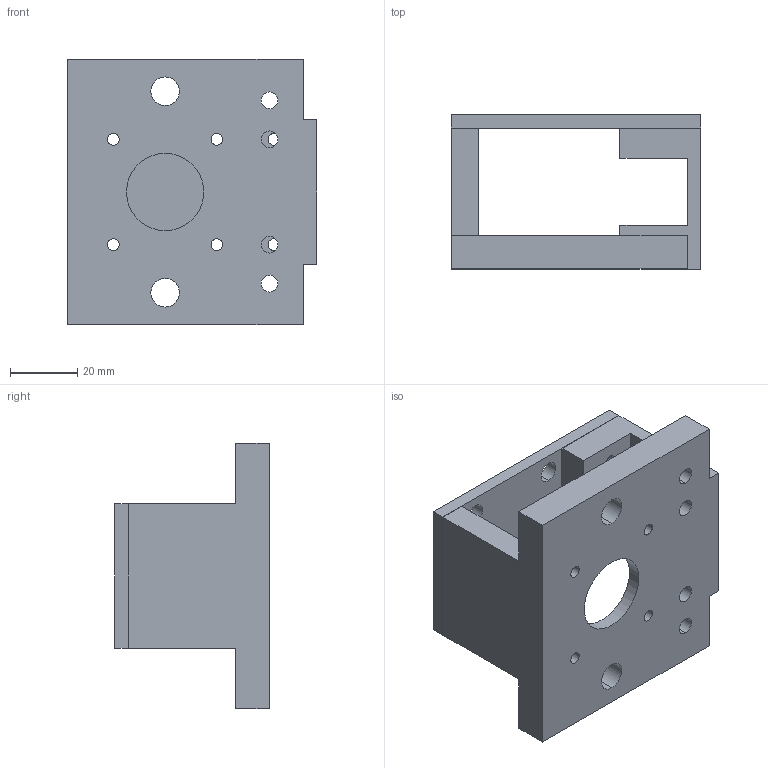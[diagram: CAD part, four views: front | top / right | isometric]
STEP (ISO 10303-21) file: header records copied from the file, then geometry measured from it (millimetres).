
FILE_DESCRIPTION (( 'STEP AP203' ), '1' );
FILE_NAME ('holder.STEP', '2025-04-21T10:48:03', ( '' ), ( '' ), 'SwSTEP 2.0', 'SolidWorks 2024', '' );
FILE_SCHEMA (( 'CONFIG_CONTROL_DESIGN' ));
Length unit declared in the file: millimetre
Products named in the file (1): holder
Bounding box: 74.2 x 46 x 79 mm (x, y, z)
Volume: 80612 mm3; surface area: 32450 mm2
Topology: 2 solids, 2 shells, 110 faces, 296 edges, 196 vertices
Faces by surface type: plane 60, cylinder 50
Entity records: 3635 total; most frequent: DIRECTION 618, CARTESIAN_POINT 603, ORIENTED_EDGE 592, EDGE_CURVE 296, AXIS2_PLACEMENT_3D 211, VECTOR 196, LINE 196, VERTEX_POINT 196
